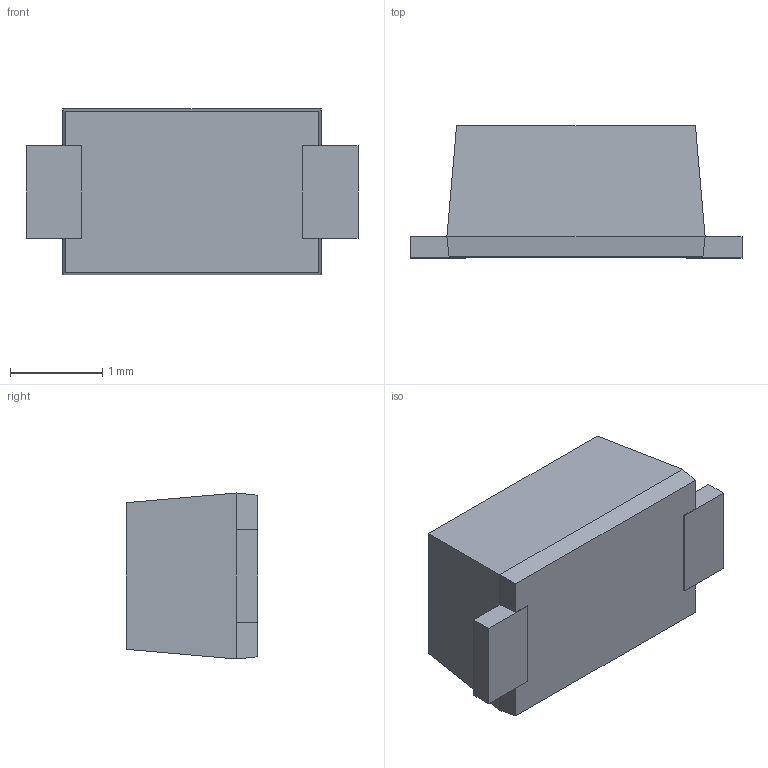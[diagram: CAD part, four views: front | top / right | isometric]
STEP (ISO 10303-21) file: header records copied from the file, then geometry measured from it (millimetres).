
FILE_DESCRIPTION (( 'STEP AP214' ), '1' );
FILE_NAME ('425AB.STEP', '2024-05-24T05:50:43', ( 'LENOVO' ), ( '' ), 'SwSTEP 2.0', 'SolidWorks 2021', '' );
FILE_SCHEMA (( 'AUTOMOTIVE_DESIGN' ));
Length unit declared in the file: millimetre
Products named in the file (1): 425AB
Bounding box: 3.6 x 1.43 x 1.8 mm (x, y, z)
Volume: 6.8 mm3; surface area: 25.6 mm2
Topology: 3 solids, 3 shells, 32 faces, 70 edges, 44 vertices
Faces by surface type: plane 32
Entity records: 902 total; most frequent: CARTESIAN_POINT 147, ORIENTED_EDGE 140, DIRECTION 136, EDGE_CURVE 70, LINE 70, VECTOR 70, VERTEX_POINT 44, AXIS2_PLACEMENT_3D 33
